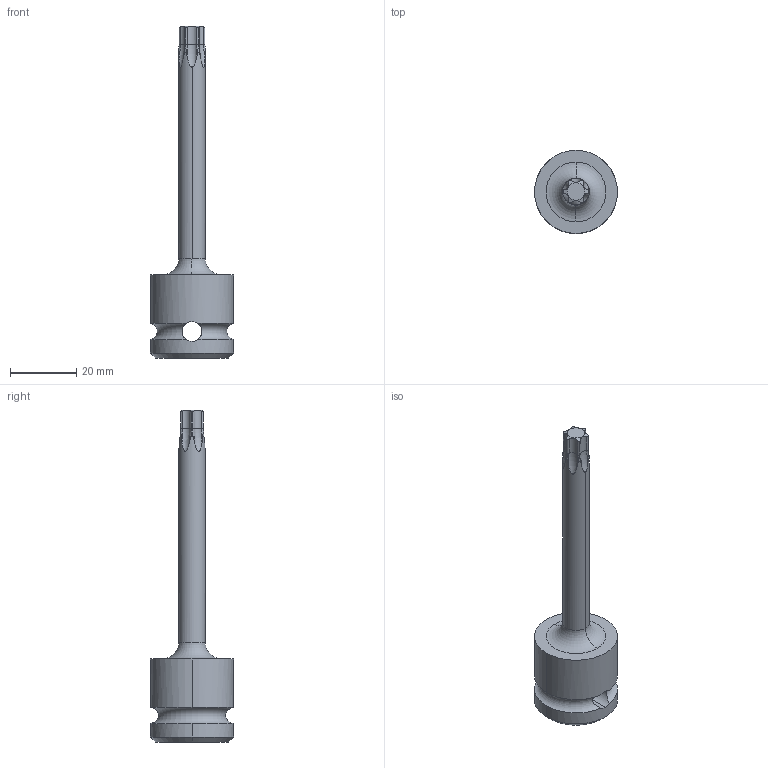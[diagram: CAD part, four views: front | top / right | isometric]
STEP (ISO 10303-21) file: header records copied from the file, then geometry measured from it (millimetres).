
FILE_DESCRIPTION((''),'2;1');
FILE_NAME('4027132745','2024-01-08T10:27:30',('a00565553'),(''),'CREO PARAMETRIC BY PTC INC, 2022414','CREO PARAMETRIC BY PTC INC, 2022414','');
FILE_SCHEMA(('CONFIG_CONTROL_DESIGN','GEOMETRIC_VALIDATION_PROPERTIES_MIM'));
Length unit declared in the file: millimetre
Products named in the file (1): 4027132745
Bounding box: 25 x 25 x 100 mm (x, y, z)
Volume: 12471.2 mm3; surface area: 5612 mm2
Topology: 1 solids, 1 shells, 88 faces, 237 edges, 150 vertices
Faces by surface type: cylinder 39, torus 28, plane 13, cone 8
Entity records: 3335 total; most frequent: CARTESIAN_POINT 1112, ORIENTED_EDGE 474, DIRECTION 408, EDGE_CURVE 237, AXIS2_PLACEMENT_3D 174, VERTEX_POINT 150, EDGE_LOOP 91, B_SPLINE_CURVE_WITH_KNOTS 91
